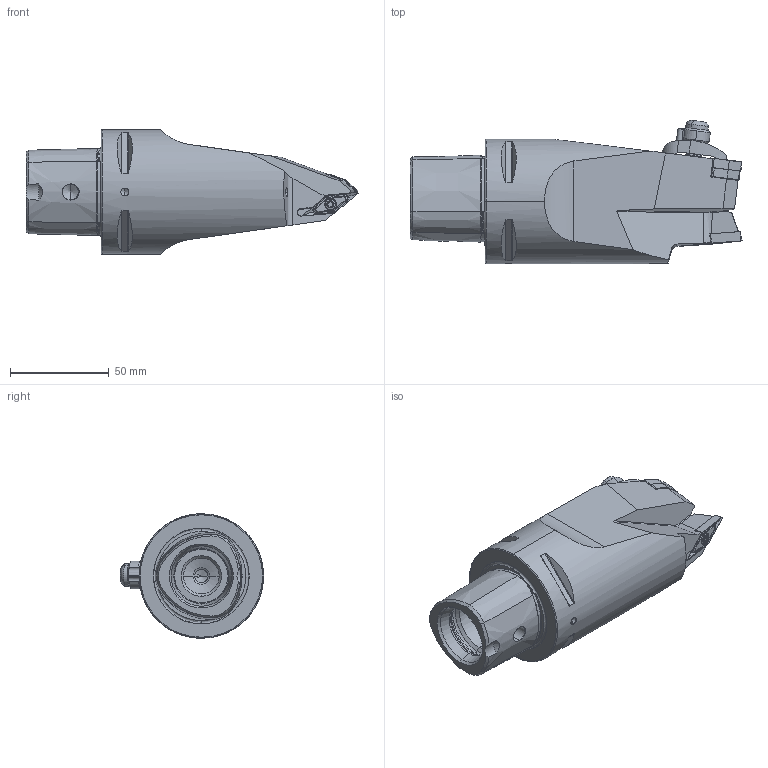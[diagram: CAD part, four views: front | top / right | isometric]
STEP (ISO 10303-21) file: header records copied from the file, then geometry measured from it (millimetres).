
FILE_DESCRIPTION (( 'STEP AP203' ), '1' );
FILE_NAME ('PS6-KWE.NXD.130.STEP', '2013-06-24T14:08:27', ( 'baer' ), ( 'Hewlett-Packard Company' ), 'SwSTEP 2.0', 'SolidWorks 2012', '' );
FILE_SCHEMA (( 'CONFIG_CONTROL_DESIGN' ));
Length unit declared in the file: millimetre
Products named in the file (13): ISO 13337 - 3 x 12_PreviewCfg; WCC-ER5.102.012_B; WCC-ER5.102.005_A; WCC-ER4.103.032_A; WCC-ER3.102.024_C; WCC-ER2.001.010_A; WWE-ER2.101.004_A; VBMT160404; WNMG080404; PS6-KWE.NXD.130_A; PS6-KWE.NXD.130; KVT_MB_600_060; WCB-ER2.001.009_A
Assembly tree (12 placements, depth 2):
  PS6-KWE.NXD.130
    PS6-KWE.NXD.130_A
    WNMG080404
    VBMT160404
    WWE-ER2.101.004_A
    WCC-ER2.001.010_A
    WCC-ER3.102.024_C
    WCC-ER4.103.032_A
    WCC-ER5.102.005_A
    WCC-ER5.102.012_B
    ISO 13337 - 3 x 12_PreviewCfg
    WCB-ER2.001.009_A
    KVT_MB_600_060
Bounding box: 168.04 x 72.45 x 63 mm (x, y, z)
Volume: 292329.4 mm3; surface area: 45533.4 mm2
Topology: 13 solids, 13 shells, 572 faces, 1406 edges, 845 vertices
Faces by surface type: cylinder 171, cone 155, plane 141, torus 63, bspline 38, sphere 4
Entity records: 20176 total; most frequent: CARTESIAN_POINT 5878, ORIENTED_EDGE 2754, DIRECTION 2667, EDGE_CURVE 1377, AXIS2_PLACEMENT_3D 1058, VERTEX_POINT 842, EDGE_LOOP 609, ADVANCED_FACE 572
